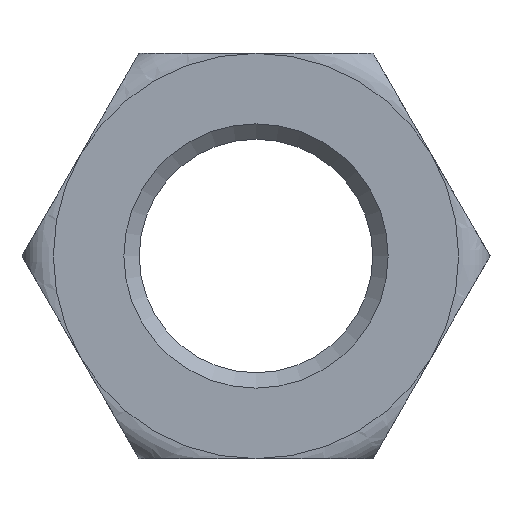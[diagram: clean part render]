
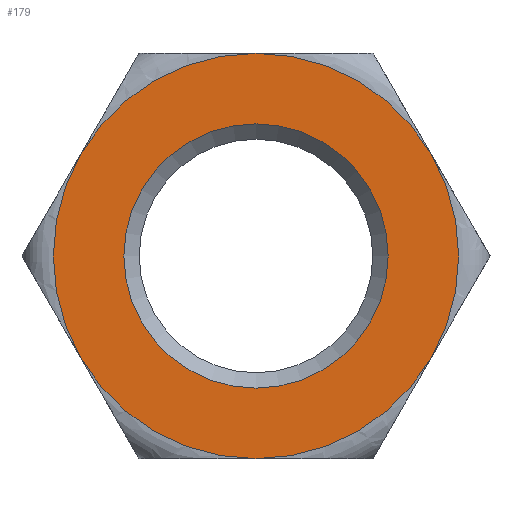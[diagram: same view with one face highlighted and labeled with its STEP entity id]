
A CAD part, front view. The second image highlights one B-rep face of the part: STEP entity #179.
In plain terms, the highlighted planar face has unit normal (0, -1, 0).
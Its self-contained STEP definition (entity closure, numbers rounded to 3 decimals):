
#14 = CARTESIAN_POINT ( 'NONE',  ( 19.919, -12., 11.5 ) ) ;
#46 = EDGE_CURVE ( 'NONE', #88, #864, #1032, .T. ) ;
#74 = CARTESIAN_POINT ( 'NONE',  ( 0., -12., 23. ) ) ;
#88 = VERTEX_POINT ( 'NONE', #915 ) ;
#123 = CARTESIAN_POINT ( 'NONE',  ( 0., -12., 0. ) ) ;
#130 = CARTESIAN_POINT ( 'NONE',  ( 0., -12., 0. ) ) ;
#152 = AXIS2_PLACEMENT_3D ( 'NONE', #296, #641, #392 ) ;
#165 = CARTESIAN_POINT ( 'NONE',  ( -19.919, -12., 11.5 ) ) ;
#166 = EDGE_CURVE ( 'NONE', #783, #88, #943, .T. ) ;
#179 = ADVANCED_FACE ( 'NONE', ( #950, #932 ), #477, .F. ) ;
#180 = CARTESIAN_POINT ( 'NONE',  ( -19.919, -12., -11.5 ) ) ;
#204 = DIRECTION ( 'NONE',  ( 1., 0., 0. ) ) ;
#214 = DIRECTION ( 'NONE',  ( 0., 1., 0. ) ) ;
#224 = CIRCLE ( 'NONE', #997, 23. ) ;
#228 = EDGE_CURVE ( 'NONE', #496, #538, #884, .T. ) ;
#258 = ORIENTED_EDGE ( 'NONE', *, *, #335, .F. ) ;
#274 = ORIENTED_EDGE ( 'NONE', *, *, #627, .T. ) ;
#293 = DIRECTION ( 'NONE',  ( 1., 0., 0. ) ) ;
#296 = CARTESIAN_POINT ( 'NONE',  ( 0., -12., 0. ) ) ;
#298 = CIRCLE ( 'NONE', #849, 15. ) ;
#322 = DIRECTION ( 'NONE',  ( 1., 0., 0. ) ) ;
#335 = EDGE_CURVE ( 'NONE', #572, #496, #770, .T. ) ;
#336 = EDGE_LOOP ( 'NONE', ( #345, #935, #977, #891, #258, #526 ) ) ;
#345 = ORIENTED_EDGE ( 'NONE', *, *, #46, .F. ) ;
#348 = EDGE_CURVE ( 'NONE', #538, #783, #224, .T. ) ;
#352 = CIRCLE ( 'NONE', #152, 23. ) ;
#364 = DIRECTION ( 'NONE',  ( -1., 0., 0. ) ) ;
#370 = VERTEX_POINT ( 'NONE', #725 ) ;
#380 = DIRECTION ( 'NONE',  ( 0., 1., 0. ) ) ;
#392 = DIRECTION ( 'NONE',  ( 1., 0., 0. ) ) ;
#395 = EDGE_LOOP ( 'NONE', ( #274 ) ) ;
#415 = EDGE_CURVE ( 'NONE', #864, #572, #352, .T. ) ;
#424 = AXIS2_PLACEMENT_3D ( 'NONE', #457, #955, #364 ) ;
#457 = CARTESIAN_POINT ( 'NONE',  ( 0., -12., 0. ) ) ;
#469 = CARTESIAN_POINT ( 'NONE',  ( 0., -12., 0. ) ) ;
#472 = DIRECTION ( 'NONE',  ( 0., 0., 1. ) ) ;
#477 = PLANE ( 'NONE',  #619 ) ;
#496 = VERTEX_POINT ( 'NONE', #165 ) ;
#526 = ORIENTED_EDGE ( 'NONE', *, *, #415, .F. ) ;
#538 = VERTEX_POINT ( 'NONE', #74 ) ;
#566 = DIRECTION ( 'NONE',  ( 0., 1., 0. ) ) ;
#572 = VERTEX_POINT ( 'NONE', #180 ) ;
#619 = AXIS2_PLACEMENT_3D ( 'NONE', #834, #566, #1120 ) ;
#627 = EDGE_CURVE ( 'NONE', #370, #370, #298, .T. ) ;
#630 = CARTESIAN_POINT ( 'NONE',  ( 0., -12., -23. ) ) ;
#641 = DIRECTION ( 'NONE',  ( 0., 1., 0. ) ) ;
#673 = DIRECTION ( 'NONE',  ( 1., 0., 0. ) ) ;
#725 = CARTESIAN_POINT ( 'NONE',  ( 0., -12., 15. ) ) ;
#770 = CIRCLE ( 'NONE', #1070, 23. ) ;
#783 = VERTEX_POINT ( 'NONE', #14 ) ;
#809 = AXIS2_PLACEMENT_3D ( 'NONE', #469, #1075, #293 ) ;
#834 = CARTESIAN_POINT ( 'NONE',  ( 0., -12., 0. ) ) ;
#849 = AXIS2_PLACEMENT_3D ( 'NONE', #123, #214, #472 ) ;
#864 = VERTEX_POINT ( 'NONE', #630 ) ;
#884 = CIRCLE ( 'NONE', #424, 23. ) ;
#891 = ORIENTED_EDGE ( 'NONE', *, *, #228, .F. ) ;
#915 = CARTESIAN_POINT ( 'NONE',  ( 19.919, -12., -11.5 ) ) ;
#923 = AXIS2_PLACEMENT_3D ( 'NONE', #1107, #1100, #673 ) ;
#932 = FACE_OUTER_BOUND ( 'NONE', #336, .T. ) ;
#935 = ORIENTED_EDGE ( 'NONE', *, *, #166, .F. ) ;
#943 = CIRCLE ( 'NONE', #923, 23. ) ;
#950 = FACE_BOUND ( 'NONE', #395, .T. ) ;
#955 = DIRECTION ( 'NONE',  ( 0., 1., 0. ) ) ;
#977 = ORIENTED_EDGE ( 'NONE', *, *, #348, .F. ) ;
#997 = AXIS2_PLACEMENT_3D ( 'NONE', #130, #380, #204 ) ;
#1032 = CIRCLE ( 'NONE', #809, 23. ) ;
#1070 = AXIS2_PLACEMENT_3D ( 'NONE', #1095, #1106, #322 ) ;
#1075 = DIRECTION ( 'NONE',  ( 0., 1., 0. ) ) ;
#1095 = CARTESIAN_POINT ( 'NONE',  ( 0., -12., 0. ) ) ;
#1100 = DIRECTION ( 'NONE',  ( 0., 1., 0. ) ) ;
#1106 = DIRECTION ( 'NONE',  ( 0., 1., 0. ) ) ;
#1107 = CARTESIAN_POINT ( 'NONE',  ( 0., -12., 0. ) ) ;
#1120 = DIRECTION ( 'NONE',  ( 0., 0., 1. ) ) ;
